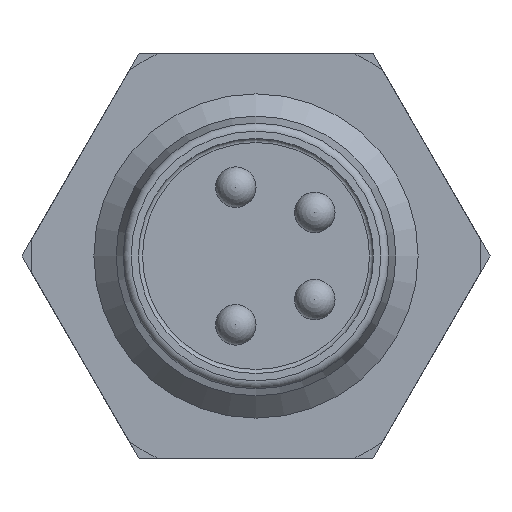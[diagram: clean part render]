
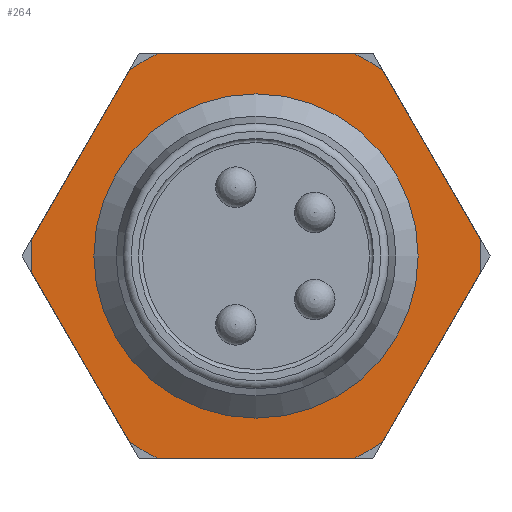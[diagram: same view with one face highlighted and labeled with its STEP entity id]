
A CAD part, left-side view. The second image highlights one B-rep face of the part: STEP entity #264.
In plain terms, the highlighted planar face has unit normal (-1, 0, 0).
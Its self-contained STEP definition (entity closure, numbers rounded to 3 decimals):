
#73=FACE_BOUND('',#446,.T.);
#74=FACE_BOUND('',#447,.T.);
#194=PLANE('',#1447);
#264=ADVANCED_FACE('',(#73,#74),#194,.T.);
#446=EDGE_LOOP('',(#745,#746,#747,#748,#749,#750,#751,#752,#753,#754,#755,
#756));
#447=EDGE_LOOP('',(#757));
#609=CIRCLE('',#1440,5.55);
#610=CIRCLE('',#1441,5.55);
#611=CIRCLE('',#1442,5.55);
#612=CIRCLE('',#1443,5.55);
#613=CIRCLE('',#1444,5.55);
#614=CIRCLE('',#1445,5.55);
#615=CIRCLE('',#1446,4.);
#745=ORIENTED_EDGE('',*,*,#1184,.F.);
#746=ORIENTED_EDGE('',*,*,#1185,.T.);
#747=ORIENTED_EDGE('',*,*,#1186,.F.);
#748=ORIENTED_EDGE('',*,*,#1187,.T.);
#749=ORIENTED_EDGE('',*,*,#1188,.F.);
#750=ORIENTED_EDGE('',*,*,#1189,.T.);
#751=ORIENTED_EDGE('',*,*,#1190,.F.);
#752=ORIENTED_EDGE('',*,*,#1191,.T.);
#753=ORIENTED_EDGE('',*,*,#1192,.F.);
#754=ORIENTED_EDGE('',*,*,#1193,.T.);
#755=ORIENTED_EDGE('',*,*,#1194,.F.);
#756=ORIENTED_EDGE('',*,*,#1195,.T.);
#757=ORIENTED_EDGE('',*,*,#1196,.T.);
#1045=VERTEX_POINT('',#2127);
#1046=VERTEX_POINT('',#2128);
#1047=VERTEX_POINT('',#2130);
#1048=VERTEX_POINT('',#2132);
#1049=VERTEX_POINT('',#2134);
#1050=VERTEX_POINT('',#2136);
#1051=VERTEX_POINT('',#2138);
#1052=VERTEX_POINT('',#2140);
#1053=VERTEX_POINT('',#2142);
#1054=VERTEX_POINT('',#2144);
#1055=VERTEX_POINT('',#2146);
#1056=VERTEX_POINT('',#2148);
#1057=VERTEX_POINT('',#2151);
#1184=EDGE_CURVE('',#1045,#1046,#609,.T.);
#1185=EDGE_CURVE('',#1045,#1047,#1323,.T.);
#1186=EDGE_CURVE('',#1048,#1047,#610,.T.);
#1187=EDGE_CURVE('',#1048,#1049,#1324,.T.);
#1188=EDGE_CURVE('',#1050,#1049,#611,.T.);
#1189=EDGE_CURVE('',#1050,#1051,#1325,.T.);
#1190=EDGE_CURVE('',#1052,#1051,#612,.T.);
#1191=EDGE_CURVE('',#1052,#1053,#1326,.T.);
#1192=EDGE_CURVE('',#1054,#1053,#613,.T.);
#1193=EDGE_CURVE('',#1054,#1055,#1327,.T.);
#1194=EDGE_CURVE('',#1056,#1055,#614,.T.);
#1195=EDGE_CURVE('',#1056,#1046,#1328,.T.);
#1196=EDGE_CURVE('',#1057,#1057,#615,.T.);
#1323=LINE('',#2129,#1379);
#1324=LINE('',#2133,#1380);
#1325=LINE('',#2137,#1381);
#1326=LINE('',#2141,#1382);
#1327=LINE('',#2145,#1383);
#1328=LINE('',#2149,#1384);
#1379=VECTOR('',#1676,1.);
#1380=VECTOR('',#1679,1.);
#1381=VECTOR('',#1682,1.);
#1382=VECTOR('',#1685,1.);
#1383=VECTOR('',#1688,1.);
#1384=VECTOR('',#1691,1.);
#1440=AXIS2_PLACEMENT_3D('',#2126,#1674,#1675);
#1441=AXIS2_PLACEMENT_3D('',#2131,#1677,#1678);
#1442=AXIS2_PLACEMENT_3D('',#2135,#1680,#1681);
#1443=AXIS2_PLACEMENT_3D('',#2139,#1683,#1684);
#1444=AXIS2_PLACEMENT_3D('',#2143,#1686,#1687);
#1445=AXIS2_PLACEMENT_3D('',#2147,#1689,#1690);
#1446=AXIS2_PLACEMENT_3D('',#2150,#1692,#1693);
#1447=AXIS2_PLACEMENT_3D('',#2152,#1694,#1695);
#1674=DIRECTION('',(1.,0.,0.));
#1675=DIRECTION('',(0.,0.5,0.866));
#1676=DIRECTION('',(0.,1.,0.));
#1677=DIRECTION('',(1.,0.,0.));
#1678=DIRECTION('',(0.,0.5,0.866));
#1679=DIRECTION('',(0.,0.5,-0.866));
#1680=DIRECTION('',(1.,0.,0.));
#1681=DIRECTION('',(0.,0.5,0.866));
#1682=DIRECTION('',(0.,-0.5,-0.866));
#1683=DIRECTION('',(1.,0.,0.));
#1684=DIRECTION('',(0.,0.5,0.866));
#1685=DIRECTION('',(0.,-1.,0.));
#1686=DIRECTION('',(1.,0.,0.));
#1687=DIRECTION('',(0.,0.5,0.866));
#1688=DIRECTION('',(0.,-0.5,0.866));
#1689=DIRECTION('',(1.,0.,0.));
#1690=DIRECTION('',(0.,0.5,0.866));
#1691=DIRECTION('',(0.,0.5,0.866));
#1692=DIRECTION('',(1.,0.,0.));
#1693=DIRECTION('',(0.,1.,0.));
#1694=DIRECTION('',(-1.,0.,0.));
#1695=DIRECTION('',(0.,-1.,0.));
#2126=CARTESIAN_POINT('',(3.5,0.,0.));
#2127=CARTESIAN_POINT('',(3.5,-2.409,5.));
#2128=CARTESIAN_POINT('',(3.5,-3.126,4.586));
#2129=CARTESIAN_POINT('',(3.5,0.,5.));
#2130=CARTESIAN_POINT('',(3.5,2.409,5.));
#2131=CARTESIAN_POINT('',(3.5,0.,0.));
#2132=CARTESIAN_POINT('',(3.5,3.126,4.586));
#2133=CARTESIAN_POINT('',(3.5,2.887,5.));
#2134=CARTESIAN_POINT('',(3.5,5.535,0.414));
#2135=CARTESIAN_POINT('',(3.5,0.,0.));
#2136=CARTESIAN_POINT('',(3.5,5.535,-0.414));
#2137=CARTESIAN_POINT('',(3.5,5.774,0.));
#2138=CARTESIAN_POINT('',(3.5,3.126,-4.586));
#2139=CARTESIAN_POINT('',(3.5,0.,0.));
#2140=CARTESIAN_POINT('',(3.5,2.409,-5.));
#2141=CARTESIAN_POINT('',(3.5,0.,-5.));
#2142=CARTESIAN_POINT('',(3.5,-2.409,-5.));
#2143=CARTESIAN_POINT('',(3.5,0.,0.));
#2144=CARTESIAN_POINT('',(3.5,-3.126,-4.586));
#2145=CARTESIAN_POINT('',(3.5,-2.887,-5.));
#2146=CARTESIAN_POINT('',(3.5,-5.535,-0.414));
#2147=CARTESIAN_POINT('',(3.5,0.,0.));
#2148=CARTESIAN_POINT('',(3.5,-5.535,0.414));
#2149=CARTESIAN_POINT('',(3.5,-5.774,0.));
#2150=CARTESIAN_POINT('',(3.5,0.,0.));
#2151=CARTESIAN_POINT('',(3.5,4.,0.));
#2152=CARTESIAN_POINT('',(3.5,8.,0.));
